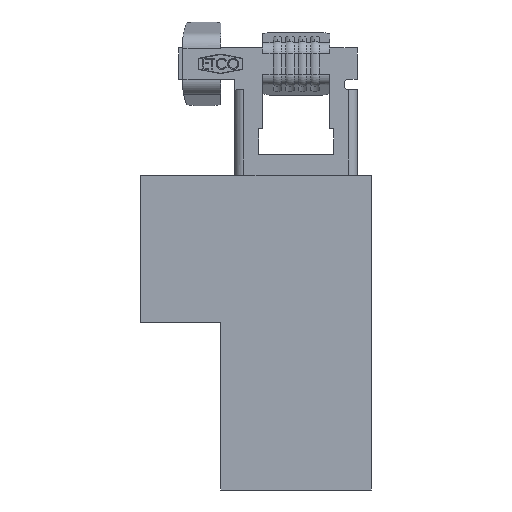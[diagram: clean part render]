
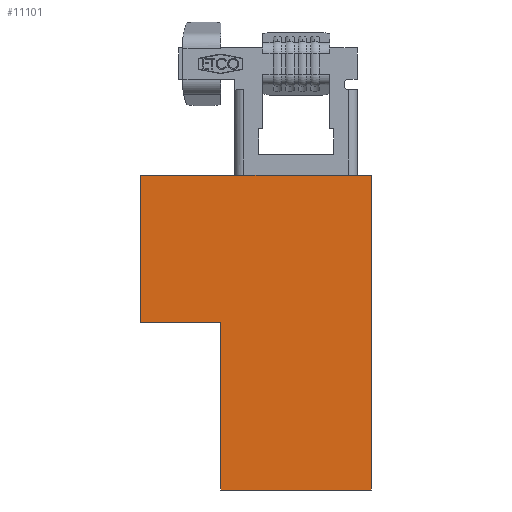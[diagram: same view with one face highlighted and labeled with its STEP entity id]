
A CAD part, front view. The second image highlights one B-rep face of the part: STEP entity #11101.
In plain terms, the highlighted planar face has unit normal (0, -1, 0).
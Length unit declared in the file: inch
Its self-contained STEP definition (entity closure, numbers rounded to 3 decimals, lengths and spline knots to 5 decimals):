
#110 = DIRECTION ( 'NONE',  ( 0., 0., -1. ) ) ;
#330 = DIRECTION ( 'NONE',  ( -1., 0., 0. ) ) ;
#332 = CARTESIAN_POINT ( 'NONE',  ( 0., 0., -0.352 ) ) ;
#639 = ORIENTED_EDGE ( 'NONE', *, *, #13496, .F. ) ;
#690 = EDGE_CURVE ( 'NONE', #9483, #16452, #14864, .T. ) ;
#800 = FACE_OUTER_BOUND ( 'NONE', #9504, .T. ) ;
#1267 = VERTEX_POINT ( 'NONE', #7619 ) ;
#1712 = CARTESIAN_POINT ( 'NONE',  ( 0.192, 0., -0.352 ) ) ;
#1840 = VECTOR ( 'NONE', #3491, 39.37008 ) ;
#2284 = LINE ( 'NONE', #4928, #1840 ) ;
#2322 = EDGE_CURVE ( 'NONE', #4585, #5984, #7896, .T. ) ;
#2585 = CARTESIAN_POINT ( 'NONE',  ( 0.552, 0., 0. ) ) ;
#3015 = CARTESIAN_POINT ( 'NONE',  ( 0.552, 0., 0. ) ) ;
#3491 = DIRECTION ( 'NONE',  ( -1., 0., 0. ) ) ;
#3602 = AXIS2_PLACEMENT_3D ( 'NONE', #332, #16121, #7541 ) ;
#3985 = EDGE_CURVE ( 'NONE', #1267, #4585, #12759, .T. ) ;
#4585 = VERTEX_POINT ( 'NONE', #2585 ) ;
#4667 = VECTOR ( 'NONE', #330, 39.37008 ) ;
#4928 = CARTESIAN_POINT ( 'NONE',  ( 0., 0., -0.352 ) ) ;
#5972 = EDGE_CURVE ( 'NONE', #16452, #6285, #2284, .T. ) ;
#5984 = VERTEX_POINT ( 'NONE', #16390 ) ;
#6014 = CARTESIAN_POINT ( 'NONE',  ( 0.192, 0., -0.752 ) ) ;
#6125 = ORIENTED_EDGE ( 'NONE', *, *, #690, .F. ) ;
#6270 = LINE ( 'NONE', #15105, #16826 ) ;
#6285 = VERTEX_POINT ( 'NONE', #17130 ) ;
#7230 = VECTOR ( 'NONE', #10289, 39.37008 ) ;
#7448 = VECTOR ( 'NONE', #110, 39.37008 ) ;
#7541 = DIRECTION ( 'NONE',  ( 0., 0., -1. ) ) ;
#7619 = CARTESIAN_POINT ( 'NONE',  ( 0., 0., 0. ) ) ;
#7716 = CARTESIAN_POINT ( 'NONE',  ( 0.192, 0., -0.352 ) ) ;
#7896 = LINE ( 'NONE', #3015, #7448 ) ;
#8470 = LINE ( 'NONE', #6014, #4667 ) ;
#9483 = VERTEX_POINT ( 'NONE', #14542 ) ;
#9504 = EDGE_LOOP ( 'NONE', ( #639, #15344, #6125, #9973, #14345, #17418 ) ) ;
#9513 = EDGE_CURVE ( 'NONE', #5984, #9483, #8470, .T. ) ;
#9973 = ORIENTED_EDGE ( 'NONE', *, *, #9513, .F. ) ;
#10289 = DIRECTION ( 'NONE',  ( 0., 0., 1. ) ) ;
#10349 = DIRECTION ( 'NONE',  ( 1., 0., 0. ) ) ;
#10409 = CARTESIAN_POINT ( 'NONE',  ( 0., 0., 0. ) ) ;
#11101 = ADVANCED_FACE ( 'NONE', ( #800 ), #14676, .T. ) ;
#12759 = LINE ( 'NONE', #10409, #16576 ) ;
#13496 = EDGE_CURVE ( 'NONE', #6285, #1267, #6270, .T. ) ;
#14345 = ORIENTED_EDGE ( 'NONE', *, *, #2322, .F. ) ;
#14542 = CARTESIAN_POINT ( 'NONE',  ( 0.192, 0., -0.752 ) ) ;
#14676 = PLANE ( 'NONE',  #3602 ) ;
#14864 = LINE ( 'NONE', #1712, #7230 ) ;
#15105 = CARTESIAN_POINT ( 'NONE',  ( 0., 0., 0. ) ) ;
#15344 = ORIENTED_EDGE ( 'NONE', *, *, #5972, .F. ) ;
#16121 = DIRECTION ( 'NONE',  ( 0., -1., 0. ) ) ;
#16390 = CARTESIAN_POINT ( 'NONE',  ( 0.552, 0., -0.752 ) ) ;
#16452 = VERTEX_POINT ( 'NONE', #7716 ) ;
#16538 = DIRECTION ( 'NONE',  ( 0., 0., 1. ) ) ;
#16576 = VECTOR ( 'NONE', #10349, 39.37008 ) ;
#16826 = VECTOR ( 'NONE', #16538, 39.37008 ) ;
#17130 = CARTESIAN_POINT ( 'NONE',  ( 0., 0., -0.352 ) ) ;
#17418 = ORIENTED_EDGE ( 'NONE', *, *, #3985, .F. ) ;
